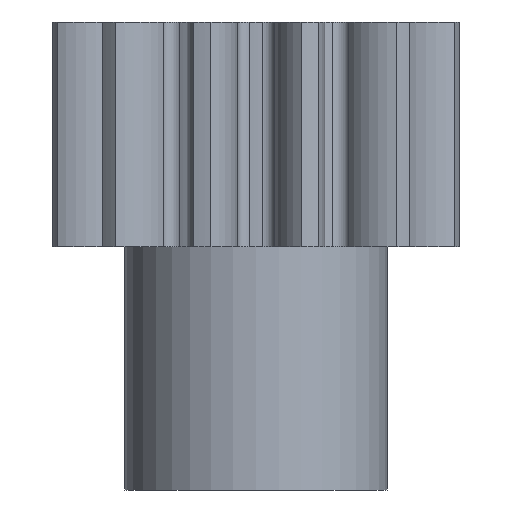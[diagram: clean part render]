
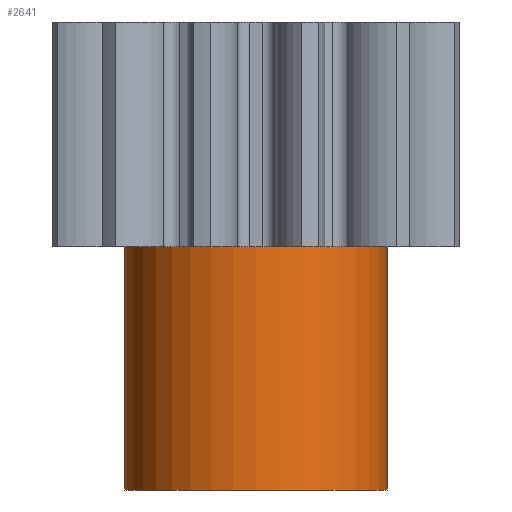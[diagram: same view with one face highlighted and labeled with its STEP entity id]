
A CAD part, front view. The second image highlights one B-rep face of the part: STEP entity #2641.
In plain terms, the highlighted cylindrical face has radius 7 mm (diameter 14 mm), a partial arc.
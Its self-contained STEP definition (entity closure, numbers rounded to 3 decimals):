
#112 = DIRECTION ( 'NONE',  ( 0., 0., 1. ) ) ;
#113 = CARTESIAN_POINT ( 'NONE',  ( 7., 0., -13. ) ) ;
#136 = VECTOR ( 'NONE', #112, 1000. ) ;
#203 = LINE ( 'NONE', #113, #136 ) ;
#521 = VERTEX_POINT ( 'NONE', #2242 ) ;
#524 = VERTEX_POINT ( 'NONE', #2260 ) ;
#528 = EDGE_CURVE ( 'NONE', #521, #524, #2246, .T. ) ;
#534 = VERTEX_POINT ( 'NONE', #2355 ) ;
#539 = VERTEX_POINT ( 'NONE', #2306 ) ;
#587 = EDGE_CURVE ( 'NONE', #539, #534, #203, .T. ) ;
#921 = DIRECTION ( 'NONE',  ( 1., 0., 0. ) ) ;
#931 = AXIS2_PLACEMENT_3D ( 'NONE', #936, #945, #921 ) ;
#932 = CYLINDRICAL_SURFACE ( 'NONE', #931, 7. ) ;
#933 = FACE_OUTER_BOUND ( 'NONE', #2637, .T. ) ;
#936 = CARTESIAN_POINT ( 'NONE',  ( 0., 0., -13. ) ) ;
#939 = DIRECTION ( 'NONE',  ( 1., 0., 0. ) ) ;
#940 = DIRECTION ( 'NONE',  ( 0., 0., 1. ) ) ;
#941 = CARTESIAN_POINT ( 'NONE',  ( 0., 0., -13. ) ) ;
#942 = AXIS2_PLACEMENT_3D ( 'NONE', #941, #940, #939 ) ;
#945 = DIRECTION ( 'NONE',  ( 0., 0., 1. ) ) ;
#1120 = CIRCLE ( 'NONE', #942, 7. ) ;
#1157 = AXIS2_PLACEMENT_3D ( 'NONE', #1207, #1206, #1205 ) ;
#1174 = CIRCLE ( 'NONE', #1157, 7. ) ;
#1205 = DIRECTION ( 'NONE',  ( 1., 0., 0. ) ) ;
#1206 = DIRECTION ( 'NONE',  ( 0., 0., 1. ) ) ;
#1207 = CARTESIAN_POINT ( 'NONE',  ( 0., 0., 0. ) ) ;
#2242 = CARTESIAN_POINT ( 'NONE',  ( -7., 0., -13. ) ) ;
#2243 = CARTESIAN_POINT ( 'NONE',  ( -7., 0., -13. ) ) ;
#2246 = LINE ( 'NONE', #2243, #2296 ) ;
#2260 = CARTESIAN_POINT ( 'NONE',  ( -7., 0., 0. ) ) ;
#2295 = DIRECTION ( 'NONE',  ( 0., 0., 1. ) ) ;
#2296 = VECTOR ( 'NONE', #2295, 1000. ) ;
#2306 = CARTESIAN_POINT ( 'NONE',  ( 7., 0., -13. ) ) ;
#2355 = CARTESIAN_POINT ( 'NONE',  ( 7., 0., 0. ) ) ;
#2610 = ORIENTED_EDGE ( 'NONE', *, *, #587, .T. ) ;
#2613 = ORIENTED_EDGE ( 'NONE', *, *, #2849, .F. ) ;
#2622 = EDGE_CURVE ( 'NONE', #521, #539, #1120, .T. ) ;
#2635 = ORIENTED_EDGE ( 'NONE', *, *, #2622, .T. ) ;
#2637 = EDGE_LOOP ( 'NONE', ( #2667, #2635, #2610, #2613 ) ) ;
#2641 = ADVANCED_FACE ( 'NONE', ( #933 ), #932, .T. ) ;
#2667 = ORIENTED_EDGE ( 'NONE', *, *, #528, .F. ) ;
#2849 = EDGE_CURVE ( 'NONE', #524, #534, #1174, .T. ) ;
